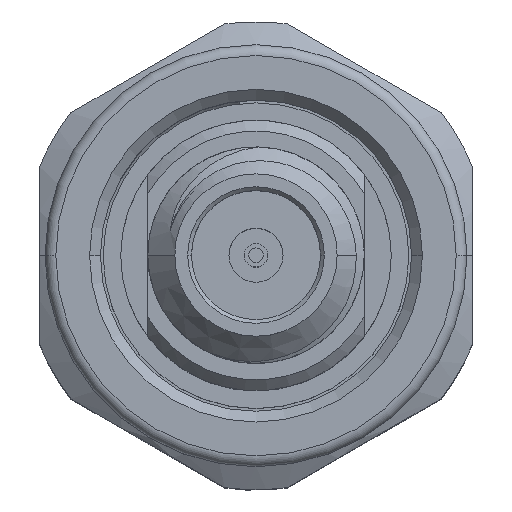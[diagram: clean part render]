
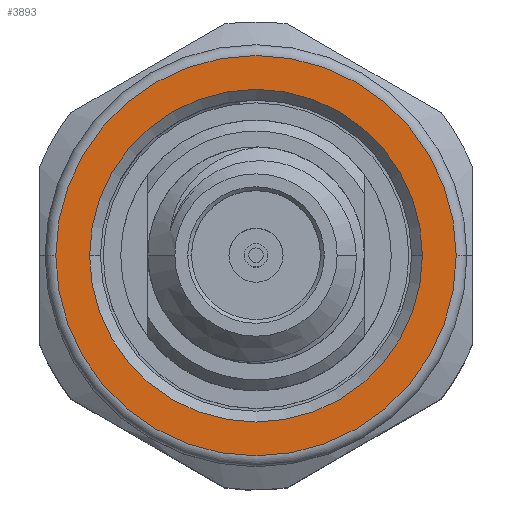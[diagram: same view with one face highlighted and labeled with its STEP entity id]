
A CAD part, top view. The second image highlights one B-rep face of the part: STEP entity #3893.
In plain terms, the highlighted face is planar.
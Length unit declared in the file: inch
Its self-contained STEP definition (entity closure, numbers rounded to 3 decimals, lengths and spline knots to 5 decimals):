
#94 = CARTESIAN_POINT ( 'NONE',  ( 0.14567, 0., 0. ) ) ;
#98 = EDGE_LOOP ( 'NONE', ( #4541, #3819 ) ) ;
#202 = DIRECTION ( 'NONE',  ( 1., 0., 0. ) ) ;
#225 = CARTESIAN_POINT ( 'NONE',  ( 0., 0., 0. ) ) ;
#644 = FACE_OUTER_BOUND ( 'NONE', #2115, .T. ) ;
#786 = ORIENTED_EDGE ( 'NONE', *, *, #2702, .T. ) ;
#881 = CIRCLE ( 'NONE', #1428, 0.14567 ) ;
#1011 = CARTESIAN_POINT ( 'NONE',  ( -0.12106, 0., 0. ) ) ;
#1183 = DIRECTION ( 'NONE',  ( 1., 0., 0. ) ) ;
#1359 = AXIS2_PLACEMENT_3D ( 'NONE', #225, #4342, #202 ) ;
#1428 = AXIS2_PLACEMENT_3D ( 'NONE', #1764, #3213, #3627 ) ;
#1537 = AXIS2_PLACEMENT_3D ( 'NONE', #3442, #4896, #1183 ) ;
#1673 = AXIS2_PLACEMENT_3D ( 'NONE', #2375, #3456, #4335 ) ;
#1732 = PLANE ( 'NONE',  #1359 ) ;
#1764 = CARTESIAN_POINT ( 'NONE',  ( 0., 0., 0. ) ) ;
#1852 = VERTEX_POINT ( 'NONE', #1011 ) ;
#2115 = EDGE_LOOP ( 'NONE', ( #786, #3336 ) ) ;
#2335 = AXIS2_PLACEMENT_3D ( 'NONE', #2338, #4876, #3762 ) ;
#2338 = CARTESIAN_POINT ( 'NONE',  ( 0., 0., 0. ) ) ;
#2375 = CARTESIAN_POINT ( 'NONE',  ( 0., 0., 0. ) ) ;
#2421 = VERTEX_POINT ( 'NONE', #94 ) ;
#2702 = EDGE_CURVE ( 'NONE', #2421, #3076, #881, .T. ) ;
#3037 = CIRCLE ( 'NONE', #2335, 0.12106 ) ;
#3076 = VERTEX_POINT ( 'NONE', #4023 ) ;
#3213 = DIRECTION ( 'NONE',  ( 0., 0., -1. ) ) ;
#3336 = ORIENTED_EDGE ( 'NONE', *, *, #3959, .T. ) ;
#3442 = CARTESIAN_POINT ( 'NONE',  ( 0., 0., 0. ) ) ;
#3456 = DIRECTION ( 'NONE',  ( 0., 0., -1. ) ) ;
#3627 = DIRECTION ( 'NONE',  ( 1., 0., 0. ) ) ;
#3745 = CIRCLE ( 'NONE', #1537, 0.12106 ) ;
#3762 = DIRECTION ( 'NONE',  ( 1., 0., 0. ) ) ;
#3817 = CIRCLE ( 'NONE', #1673, 0.14567 ) ;
#3819 = ORIENTED_EDGE ( 'NONE', *, *, #4388, .T. ) ;
#3893 = ADVANCED_FACE ( 'NONE', ( #644, #4010 ), #1732, .F. ) ;
#3959 = EDGE_CURVE ( 'NONE', #3076, #2421, #3817, .T. ) ;
#4010 = FACE_BOUND ( 'NONE', #98, .T. ) ;
#4023 = CARTESIAN_POINT ( 'NONE',  ( -0.14567, 0., 0. ) ) ;
#4335 = DIRECTION ( 'NONE',  ( 1., 0., 0. ) ) ;
#4342 = DIRECTION ( 'NONE',  ( 0., 0., 1. ) ) ;
#4365 = EDGE_CURVE ( 'NONE', #1852, #4554, #3745, .T. ) ;
#4388 = EDGE_CURVE ( 'NONE', #4554, #1852, #3037, .T. ) ;
#4541 = ORIENTED_EDGE ( 'NONE', *, *, #4365, .T. ) ;
#4554 = VERTEX_POINT ( 'NONE', #4611 ) ;
#4611 = CARTESIAN_POINT ( 'NONE',  ( 0.12106, 0., 0. ) ) ;
#4876 = DIRECTION ( 'NONE',  ( 0., 0., 1. ) ) ;
#4896 = DIRECTION ( 'NONE',  ( 0., 0., 1. ) ) ;
